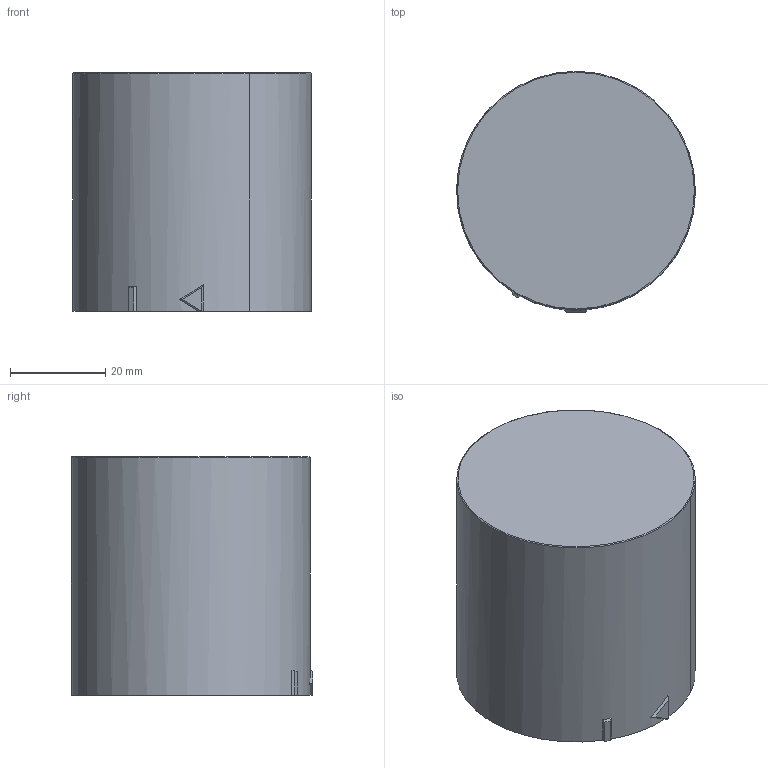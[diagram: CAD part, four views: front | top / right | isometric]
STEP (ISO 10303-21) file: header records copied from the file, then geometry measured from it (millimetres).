
FILE_DESCRIPTION (( 'STEP AP203' ), '1' );
FILE_NAME ('MODULE-MG50-WBZ.STEP', '2020-12-29T01:45:33', ( '' ), ( '' ), 'SwSTEP 2.0', 'SolidWorks 2019', '' );
FILE_SCHEMA (( 'CONFIG_CONTROL_DESIGN' ));
Length unit declared in the file: millimetre
Products named in the file (5): QTG50-寞熱睡盪 斜煎粽; QTG50-BZ-LDB-CONB晦っ撮お; MODULE-MG50-WBZ; QTG50-睡盪鐘お煤晦っ; 菅斬該葬獐お-M3X6
Assembly tree (6 placements, depth 2):
  MODULE-MG50-WBZ
    QTG50-寞熱睡盪 斜煎粽
    QTG50-BZ-LDB-CONB晦っ撮お
    QTG50-睡盪鐘お煤晦っ
    菅斬該葬獐お-M3X6  x3
Bounding box: 50 x 50.5 x 50 mm (x, y, z)
Volume: 69634.1 mm3; surface area: 20693.7 mm2
Topology: 6 solids, 7 shells, 256 faces, 681 edges, 443 vertices
Faces by surface type: plane 174, cylinder 31, cone 27, torus 24
Entity records: 6421 total; most frequent: CARTESIAN_POINT 1213, ORIENTED_EDGE 978, DIRECTION 971, EDGE_CURVE 489, AXIS2_PLACEMENT_3D 331, VERTEX_POINT 319, LINE 309, VECTOR 309
